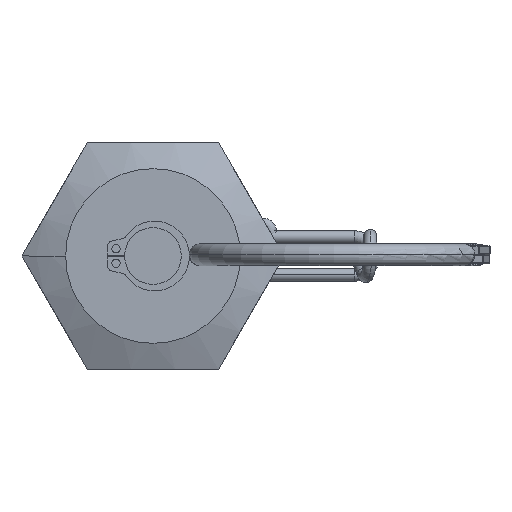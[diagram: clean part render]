
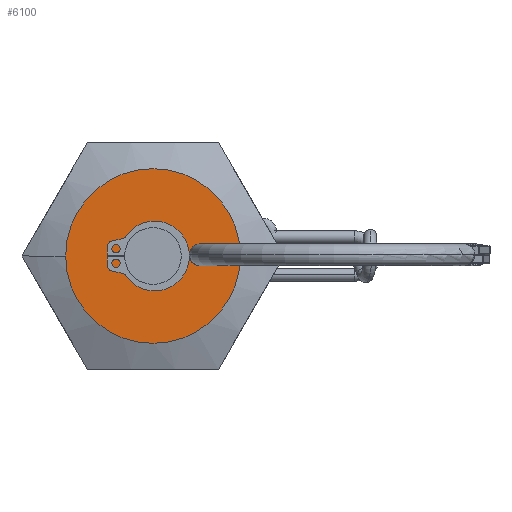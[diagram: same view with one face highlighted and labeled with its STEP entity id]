
A CAD part, left-side view. The second image highlights one B-rep face of the part: STEP entity #6100.
In plain terms, the highlighted planar face has unit normal (-1, 0, 0).
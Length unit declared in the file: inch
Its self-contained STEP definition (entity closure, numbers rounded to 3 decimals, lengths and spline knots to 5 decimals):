
#518 = EDGE_LOOP ( 'NONE', ( #6363, #9245 ) ) ;
#589 = PLANE ( 'NONE',  #1929 ) ;
#1033 = EDGE_CURVE ( 'NONE', #9053, #7442, #4010, .T. ) ;
#1312 = VERTEX_POINT ( 'NONE', #9099 ) ;
#1322 = DIRECTION ( 'NONE',  ( 0., 1., 0. ) ) ;
#1877 = DIRECTION ( 'NONE',  ( 1., 0., 0. ) ) ;
#1929 = AXIS2_PLACEMENT_3D ( 'NONE', #5052, #3716, #2342 ) ;
#2051 = VERTEX_POINT ( 'NONE', #3595 ) ;
#2172 = EDGE_LOOP ( 'NONE', ( #7322, #7266 ) ) ;
#2342 = DIRECTION ( 'NONE',  ( 0., -1., 0. ) ) ;
#2896 = DIRECTION ( 'NONE',  ( 1., 0., 0. ) ) ;
#3109 = AXIS2_PLACEMENT_3D ( 'NONE', #6953, #1877, #7014 ) ;
#3595 = CARTESIAN_POINT ( 'NONE',  ( -0.52161, 0.155, 0. ) ) ;
#3698 = CARTESIAN_POINT ( 'NONE',  ( -0.52161, 0.433, 0. ) ) ;
#3716 = DIRECTION ( 'NONE',  ( -1., 0., 0. ) ) ;
#3947 = CARTESIAN_POINT ( 'NONE',  ( -0.52161, -0.433, 0. ) ) ;
#4010 = CIRCLE ( 'NONE', #9169, 0.433 ) ;
#4124 = DIRECTION ( 'NONE',  ( 1., 0., 0. ) ) ;
#4151 = DIRECTION ( 'NONE',  ( 0., 1., 0. ) ) ;
#4461 = CIRCLE ( 'NONE', #6381, 0.155 ) ;
#4803 = AXIS2_PLACEMENT_3D ( 'NONE', #4905, #6399, #9273 ) ;
#4905 = CARTESIAN_POINT ( 'NONE',  ( -0.52161, 0., 0. ) ) ;
#4997 = EDGE_CURVE ( 'NONE', #7442, #9053, #5889, .T. ) ;
#5052 = CARTESIAN_POINT ( 'NONE',  ( -0.52161, 0.155, 0. ) ) ;
#5889 = CIRCLE ( 'NONE', #4803, 0.433 ) ;
#6100 = ADVANCED_FACE ( 'NONE', ( #7847, #7390 ), #589, .T. ) ;
#6363 = ORIENTED_EDGE ( 'NONE', *, *, #4997, .F. ) ;
#6381 = AXIS2_PLACEMENT_3D ( 'NONE', #6850, #4124, #4151 ) ;
#6399 = DIRECTION ( 'NONE',  ( 1., 0., 0. ) ) ;
#6850 = CARTESIAN_POINT ( 'NONE',  ( -0.52161, 0., 0. ) ) ;
#6953 = CARTESIAN_POINT ( 'NONE',  ( -0.52161, 0., 0. ) ) ;
#6993 = EDGE_CURVE ( 'NONE', #2051, #1312, #4461, .T. ) ;
#7014 = DIRECTION ( 'NONE',  ( 0., 1., 0. ) ) ;
#7222 = CARTESIAN_POINT ( 'NONE',  ( -0.52161, 0., 0. ) ) ;
#7266 = ORIENTED_EDGE ( 'NONE', *, *, #6993, .T. ) ;
#7322 = ORIENTED_EDGE ( 'NONE', *, *, #8529, .T. ) ;
#7390 = FACE_OUTER_BOUND ( 'NONE', #518, .T. ) ;
#7442 = VERTEX_POINT ( 'NONE', #3698 ) ;
#7847 = FACE_BOUND ( 'NONE', #2172, .T. ) ;
#8529 = EDGE_CURVE ( 'NONE', #1312, #2051, #9075, .T. ) ;
#9053 = VERTEX_POINT ( 'NONE', #3947 ) ;
#9075 = CIRCLE ( 'NONE', #3109, 0.155 ) ;
#9099 = CARTESIAN_POINT ( 'NONE',  ( -0.52161, -0.155, 0. ) ) ;
#9169 = AXIS2_PLACEMENT_3D ( 'NONE', #7222, #2896, #1322 ) ;
#9245 = ORIENTED_EDGE ( 'NONE', *, *, #1033, .F. ) ;
#9273 = DIRECTION ( 'NONE',  ( 0., 1., 0. ) ) ;
